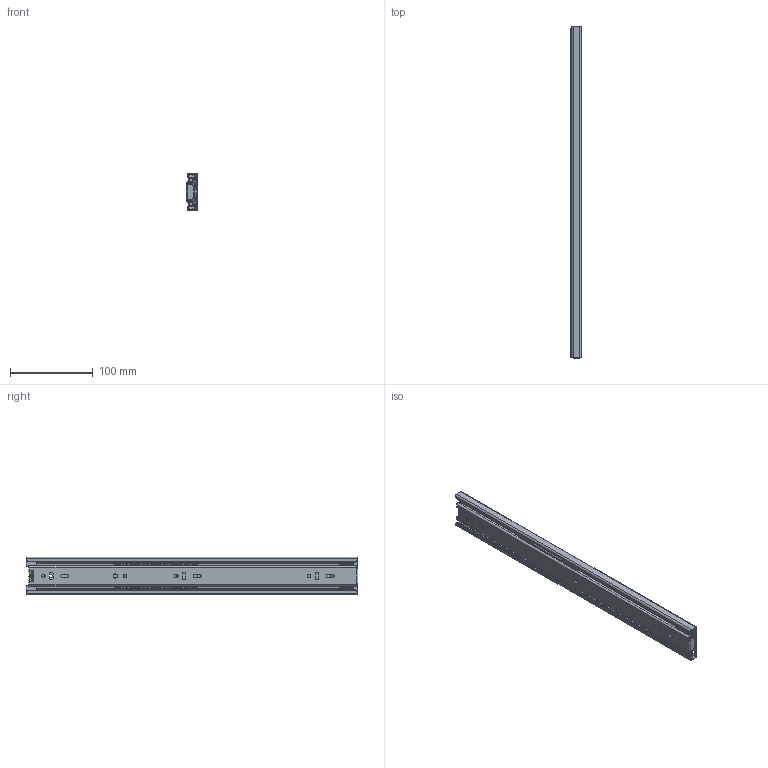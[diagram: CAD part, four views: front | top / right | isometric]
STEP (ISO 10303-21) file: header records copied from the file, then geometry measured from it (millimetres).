
FILE_DESCRIPTION((''),'2;1');
FILE_NAME('ASM0001_ASM','2017-01-21T',('Genhom Lau'),(''),'CREO PARAMETRIC BY PTC INC, 2014190','CREO PARAMETRIC BY PTC INC, 2014190','');
FILE_SCHEMA(('CONFIG_CONTROL_DESIGN'));
Length unit declared in the file: millimetre
Products named in the file (13): 45_OUTER; 45_BUMPER; 45_MID; 45_STOPER; 45_INNER; CAGE; BALL; BALLCAGE_ASM; ASM0003_ASM; PLASCTI; BALL1; PLACTICCAGE_ASM; ASM0001_ASM
Assembly tree (22 placements, depth 4):
  ASM0001_ASM
    45_OUTER
    45_BUMPER
    45_MID
    45_STOPER
    45_INNER
    ASM0003_ASM
      BALLCAGE_ASM  x4
        CAGE
        BALL
    PLACTICCAGE_ASM  x2
      PLASCTI
      BALL1
Bounding box: 12.7 x 400 x 45.4 mm (x, y, z)
Volume: 85176.6 mm3; surface area: 142338 mm2
Topology: 11 solids, 35 shells, 950 faces, 2823 edges, 1826 vertices
Faces by surface type: plane 473, cylinder 395, sphere 48, torus 34
Entity records: 19247 total; most frequent: CARTESIAN_POINT 3741, ORIENTED_EDGE 3230, DIRECTION 3213, EDGE_CURVE 1615, AXIS2_PLACEMENT_3D 1091, VERTEX_POINT 1070, VECTOR 1031, LINE 1031
